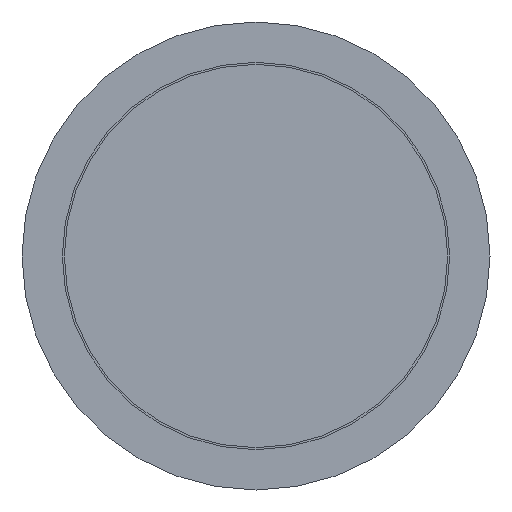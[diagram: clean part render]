
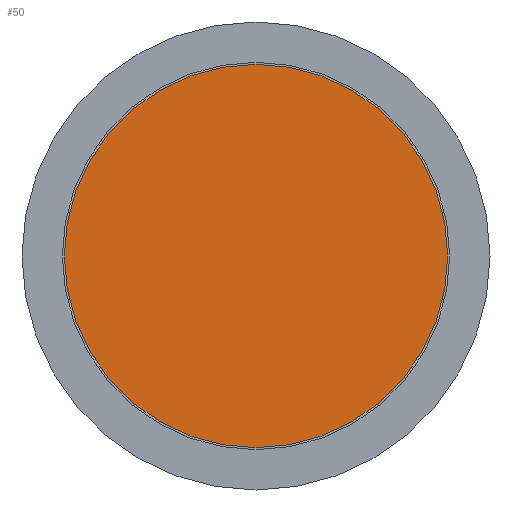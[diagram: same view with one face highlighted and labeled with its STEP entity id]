
A CAD part, front view. The second image highlights one B-rep face of the part: STEP entity #50.
In plain terms, the highlighted planar face has unit normal (0, -1, 0).
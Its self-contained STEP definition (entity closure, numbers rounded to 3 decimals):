
#50 = ADVANCED_FACE ( 'NONE', ( #375 ), #465, .F. ) ;
#78 = CARTESIAN_POINT ( 'NONE',  ( -23.75, 0., 0. ) ) ;
#101 = EDGE_CURVE ( 'NONE', #452, #452, #265, .T. ) ;
#118 = CARTESIAN_POINT ( 'NONE',  ( 0., 0., -23.75 ) ) ;
#124 = DIRECTION ( 'NONE',  ( 0., 0., 1. ) ) ;
#224 = ORIENTED_EDGE ( 'NONE', *, *, #101, .T. ) ;
#246 = DIRECTION ( 'NONE',  ( 0., 1., 0. ) ) ;
#253 = EDGE_LOOP ( 'NONE', ( #224 ) ) ;
#265 = CIRCLE ( 'NONE', #284, 23.75 ) ;
#284 = AXIS2_PLACEMENT_3D ( 'NONE', #332, #503, #326 ) ;
#326 = DIRECTION ( 'NONE',  ( 0., 0., -1. ) ) ;
#332 = CARTESIAN_POINT ( 'NONE',  ( 0., 0., 0. ) ) ;
#375 = FACE_OUTER_BOUND ( 'NONE', #253, .T. ) ;
#422 = AXIS2_PLACEMENT_3D ( 'NONE', #78, #246, #124 ) ;
#452 = VERTEX_POINT ( 'NONE', #118 ) ;
#465 = PLANE ( 'NONE',  #422 ) ;
#503 = DIRECTION ( 'NONE',  ( 0., -1., 0. ) ) ;
